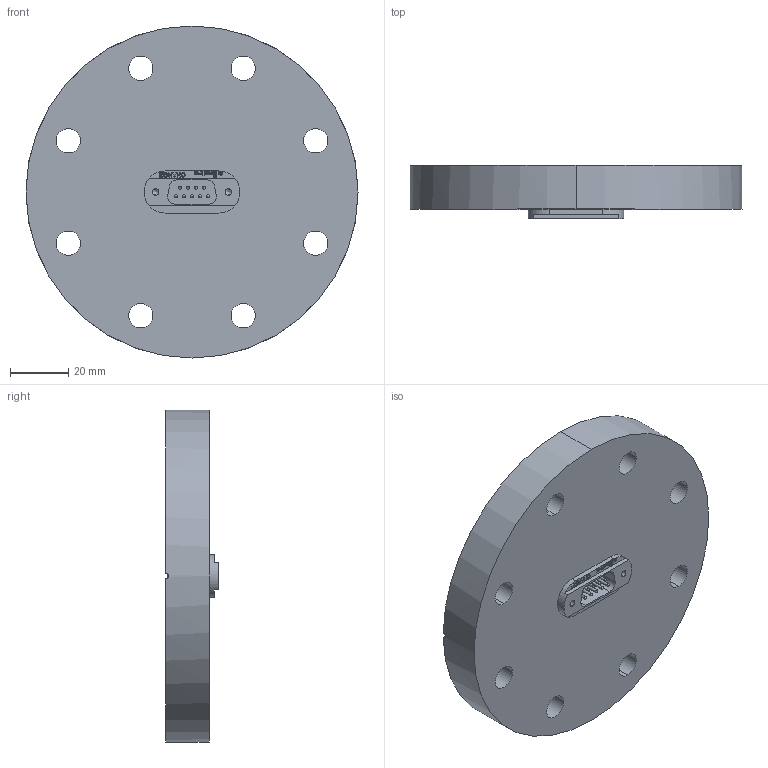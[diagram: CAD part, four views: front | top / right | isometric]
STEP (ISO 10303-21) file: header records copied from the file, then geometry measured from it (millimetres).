
FILE_DESCRIPTION (( 'STEP AP214' ), '1' );
FILE_NAME ('210-D09-C63.STEP', '2018-01-10T10:17:13', ( '' ), ( '' ), 'SwSTEP 2.0', 'SolidWorks 2014', '' );
FILE_SCHEMA (( 'AUTOMOTIVE_DESIGN' ));
Length unit declared in the file: millimetre
Products named in the file (5): 218-D9-37-SS_218-D09-SS; 9210-PIN-FENI_Pin vergoldet; 9218-D9-37-SS_9pin 1mm beschr. allectra; 9210-D09-C63_DN63; 210-D09-C63
Assembly tree (12 placements, depth 3):
  210-D09-C63
    9210-D09-C63_DN63
    218-D9-37-SS_218-D09-SS
      9218-D9-37-SS_9pin 1mm beschr. allectra
      9210-PIN-FENI_Pin vergoldet  x9
Bounding box: 114.3 x 18.2 x 114.3 mm (x, y, z)
Volume: 139828.1 mm3; surface area: 32676 mm2
Topology: 11 solids, 11 shells, 331 faces, 905 edges, 594 vertices
Faces by surface type: plane 150, cylinder 124, bspline 27, sphere 18, cone 12
Entity records: 11337 total; most frequent: CARTESIAN_POINT 3469, ORIENTED_EDGE 1590, DIRECTION 1537, EDGE_CURVE 795, VERTEX_POINT 526, LINE 513, VECTOR 513, AXIS2_PLACEMENT_3D 512
